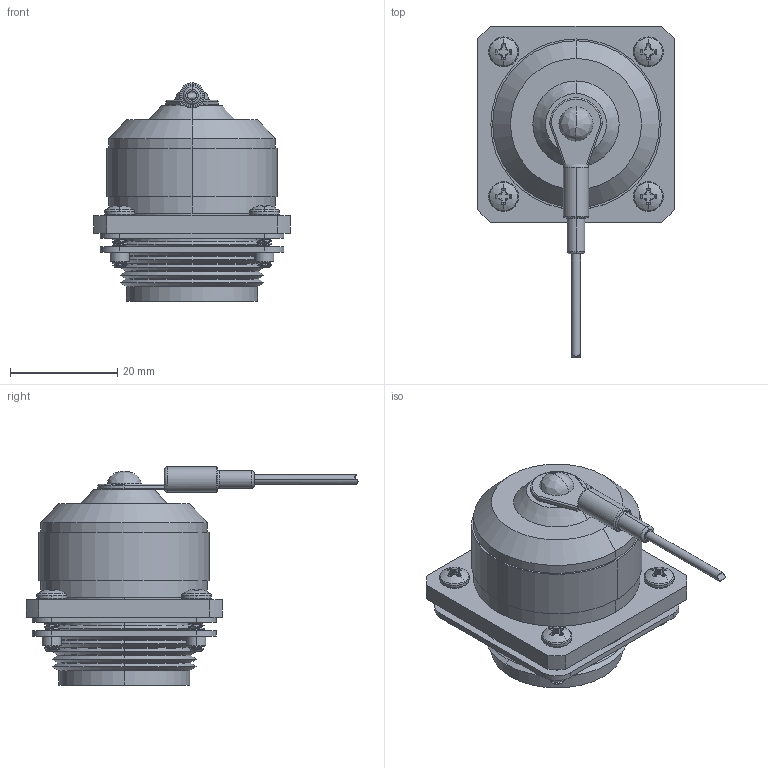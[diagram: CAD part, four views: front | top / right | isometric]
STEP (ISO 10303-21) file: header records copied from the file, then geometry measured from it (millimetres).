
FILE_DESCRIPTION (( 'STEP AP214' ), '1' );
FILE_NAME ('ECSH3109U00_3D.STEP', '2020-02-11T18:08:40', ( '' ), ( '' ), 'SwSTEP 2.0', 'SolidWorks 2018', '' );
FILE_SCHEMA (( 'AUTOMOTIVE_DESIGN' ));
Length unit declared in the file: inch
Products named in the file (7): ECSH3109U00_3D; 3AB10-038; ECSH3108U00; 3AB10-036-MA1_Cut Lanyard; 3AA13-006; 3AA01-033; 3AA13-007
Assembly tree (9 placements, depth 2):
  ECSH3109U00_3D
    ECSH3108U00
    3AA13-006
    3AA13-007
    3AA01-033  x4
    3AB10-038
    3AB10-036-MA1_Cut Lanyard
Bounding box: 36.58 x 61.9 x 40.69 mm (x, y, z)
Volume: 25901.5 mm3; surface area: 15842.6 mm2
Topology: 14 solids, 14 shells, 862 faces, 2330 edges, 1516 vertices
Faces by surface type: cylinder 493, plane 226, cone 88, torus 29, bspline 18, sphere 8
Entity records: 20831 total; most frequent: CARTESIAN_POINT 5825, ORIENTED_EDGE 2454, DIRECTION 2299, EDGE_CURVE 1227, AXIS2_PLACEMENT_3D 837, VERTEX_POINT 787, LINE 625, VECTOR 625
